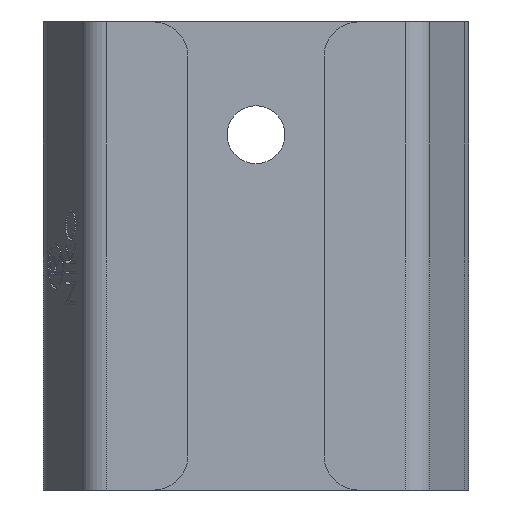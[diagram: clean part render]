
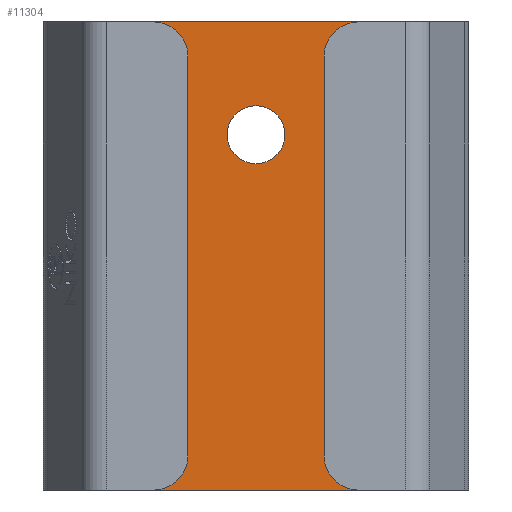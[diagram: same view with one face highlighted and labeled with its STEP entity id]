
A CAD part, front view. The second image highlights one B-rep face of the part: STEP entity #11304.
In plain terms, the highlighted planar face has unit normal (0, -1, 0).
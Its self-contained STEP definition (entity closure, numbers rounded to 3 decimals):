
#56 = DIRECTION ( 'NONE',  ( 1., 0., 0. ) ) ;
#93 = CARTESIAN_POINT ( 'NONE',  ( 3.044, 62.402, 84.322 ) ) ;
#97 = DIRECTION ( 'NONE',  ( 1., 0., 0. ) ) ;
#408 = LINE ( 'NONE', #5168, #10909 ) ;
#723 = VERTEX_POINT ( 'NONE', #8145 ) ;
#941 = EDGE_LOOP ( 'NONE', ( #5299, #956, #10887, #9094 ) ) ;
#956 = ORIENTED_EDGE ( 'NONE', *, *, #12073, .T. ) ;
#1411 = AXIS2_PLACEMENT_3D ( 'NONE', #3752, #4780, #11883 ) ;
#1447 = FACE_BOUND ( 'NONE', #6361, .T. ) ;
#1916 = CARTESIAN_POINT ( 'NONE',  ( -18.356, 62.402, 42.572 ) ) ;
#2155 = CARTESIAN_POINT ( 'NONE',  ( -18.356, 62.402, 42.572 ) ) ;
#2323 = VERTEX_POINT ( 'NONE', #4991 ) ;
#2659 = CIRCLE ( 'NONE', #12567, 3.4 ) ;
#3189 = CIRCLE ( 'NONE', #5575, 3.4 ) ;
#3438 = VERTEX_POINT ( 'NONE', #9751 ) ;
#3752 = CARTESIAN_POINT ( 'NONE',  ( -0.356, 62.402, 97.572 ) ) ;
#3857 = EDGE_CURVE ( 'NONE', #9191, #723, #2659, .T. ) ;
#3938 = DIRECTION ( 'NONE',  ( 0., 0., -1. ) ) ;
#4780 = DIRECTION ( 'NONE',  ( 0., 1., 0. ) ) ;
#4819 = DIRECTION ( 'NONE',  ( 0., 1., 0. ) ) ;
#4991 = CARTESIAN_POINT ( 'NONE',  ( 17.644, 62.402, 97.572 ) ) ;
#5168 = CARTESIAN_POINT ( 'NONE',  ( -0.356, 62.402, 97.572 ) ) ;
#5299 = ORIENTED_EDGE ( 'NONE', *, *, #7235, .T. ) ;
#5575 = AXIS2_PLACEMENT_3D ( 'NONE', #5760, #12858, #6791 ) ;
#5654 = EDGE_CURVE ( 'NONE', #11385, #2323, #408, .T. ) ;
#5658 = ORIENTED_EDGE ( 'NONE', *, *, #3857, .T. ) ;
#5760 = CARTESIAN_POINT ( 'NONE',  ( -0.356, 62.402, 84.322 ) ) ;
#6361 = EDGE_LOOP ( 'NONE', ( #8649, #5658 ) ) ;
#6571 = LINE ( 'NONE', #7181, #8961 ) ;
#6791 = DIRECTION ( 'NONE',  ( -1., 0., 0. ) ) ;
#7097 = CARTESIAN_POINT ( 'NONE',  ( 17.644, 62.402, 97.572 ) ) ;
#7181 = CARTESIAN_POINT ( 'NONE',  ( -0.356, 62.402, 42.572 ) ) ;
#7235 = EDGE_CURVE ( 'NONE', #8417, #3438, #6571, .T. ) ;
#8056 = CARTESIAN_POINT ( 'NONE',  ( -18.356, 62.402, 97.572 ) ) ;
#8145 = CARTESIAN_POINT ( 'NONE',  ( -3.756, 62.402, 84.322 ) ) ;
#8291 = EDGE_CURVE ( 'NONE', #11385, #8417, #10234, .T. ) ;
#8417 = VERTEX_POINT ( 'NONE', #2155 ) ;
#8649 = ORIENTED_EDGE ( 'NONE', *, *, #10058, .T. ) ;
#8743 = VECTOR ( 'NONE', #11120, 1000. ) ;
#8961 = VECTOR ( 'NONE', #56, 1000. ) ;
#9094 = ORIENTED_EDGE ( 'NONE', *, *, #8291, .T. ) ;
#9191 = VERTEX_POINT ( 'NONE', #93 ) ;
#9751 = CARTESIAN_POINT ( 'NONE',  ( 17.644, 62.402, 42.572 ) ) ;
#9821 = PLANE ( 'NONE',  #1411 ) ;
#10058 = EDGE_CURVE ( 'NONE', #723, #9191, #3189, .T. ) ;
#10234 = LINE ( 'NONE', #1916, #12589 ) ;
#10887 = ORIENTED_EDGE ( 'NONE', *, *, #5654, .F. ) ;
#10904 = CARTESIAN_POINT ( 'NONE',  ( -0.356, 62.402, 84.322 ) ) ;
#10909 = VECTOR ( 'NONE', #97, 1000. ) ;
#11120 = DIRECTION ( 'NONE',  ( 0., 0., 1. ) ) ;
#11304 = ADVANCED_FACE ( 'NONE', ( #1447, #11936 ), #9821, .F. ) ;
#11385 = VERTEX_POINT ( 'NONE', #8056 ) ;
#11752 = LINE ( 'NONE', #7097, #8743 ) ;
#11883 = DIRECTION ( 'NONE',  ( -1., 0., 0. ) ) ;
#11921 = DIRECTION ( 'NONE',  ( -1., 0., 0. ) ) ;
#11936 = FACE_OUTER_BOUND ( 'NONE', #941, .T. ) ;
#12073 = EDGE_CURVE ( 'NONE', #3438, #2323, #11752, .T. ) ;
#12567 = AXIS2_PLACEMENT_3D ( 'NONE', #10904, #4819, #11921 ) ;
#12589 = VECTOR ( 'NONE', #3938, 1000. ) ;
#12858 = DIRECTION ( 'NONE',  ( 0., 1., 0. ) ) ;
